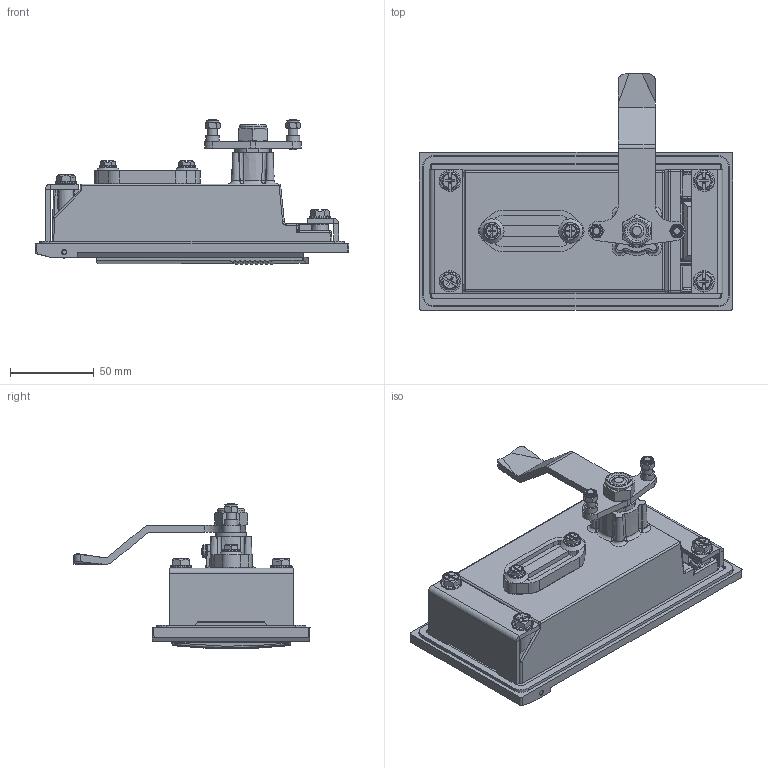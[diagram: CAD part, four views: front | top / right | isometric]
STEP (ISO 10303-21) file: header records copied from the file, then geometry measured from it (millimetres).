
FILE_DESCRIPTION (( 'STEP AP203' ), '1' );
FILE_NAME ('KT01.STEP', '2020-06-09T12:32:31', ( '' ), ( '' ), 'SwSTEP 2.0', 'SolidWorks 2015', '' );
FILE_SCHEMA (( 'CONFIG_CONTROL_DESIGN' ));
Length unit declared in the file: millimetre
Products named in the file (1): KT01
Bounding box: 187.18 x 140.84 x 86.71 mm (x, y, z)
Surface area: 87638.4 mm2 (no closed solid volume)
Topology: 0 solids, 72 shells, 679 faces, 2016 edges, 1382 vertices
Faces by surface type: plane 364, cylinder 143, cone 55, bspline 51, torus 46, sphere 20
Full cylindrical faces by diameter (mm): 3.15 x1, 5.9 x2, 7.5 x2, 8 x2, 8.5 x1, 10.16 x2, 12.7 x4, 16.4 x1
Entity records: 26401 total; most frequent: CARTESIAN_POINT 9779, ORIENTED_EDGE 3276, DIRECTION 3141, EDGE_CURVE 1937, VERTEX_POINT 1364, AXIS2_PLACEMENT_3D 1068, VECTOR 1005, LINE 1005
